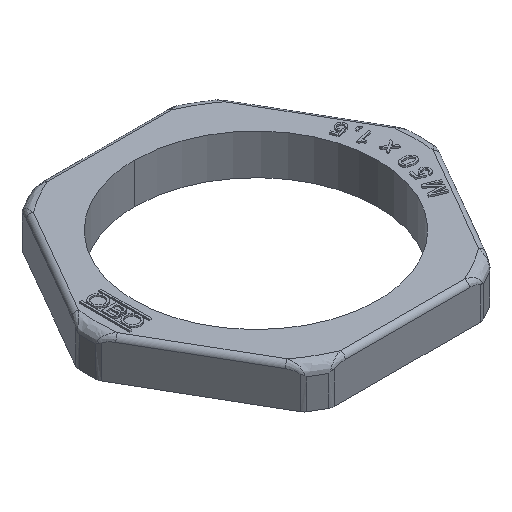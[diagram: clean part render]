
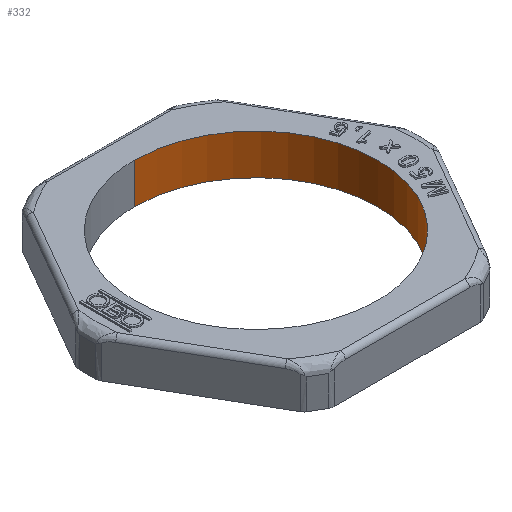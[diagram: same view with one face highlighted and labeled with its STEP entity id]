
A CAD part, isometric view. The second image highlights one B-rep face of the part: STEP entity #332.
In plain terms, the highlighted free-form (B-spline) face has degree [1, 2] with [2, 5] control points.
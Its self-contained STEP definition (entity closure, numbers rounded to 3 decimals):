
#332=ADVANCED_FACE('',(#670),#5182,.T.);
#670=FACE_OUTER_BOUND('',#1008,.T.);
#1008=EDGE_LOOP('',(#2781,#2782,#2783,#2784));
#2781=ORIENTED_EDGE('',*,*,#3670,.T.);
#2782=ORIENTED_EDGE('',*,*,#3668,.F.);
#2783=ORIENTED_EDGE('',*,*,#3669,.F.);
#2784=ORIENTED_EDGE('',*,*,#3667,.T.);
#3667=EDGE_CURVE('',#5145,#5147,#3719,.T.);
#3668=EDGE_CURVE('',#5146,#5148,#3720,.T.);
#3669=EDGE_CURVE('',#5145,#5146,#3721,.T.);
#3670=EDGE_CURVE('',#5147,#5148,#3722,.T.);
#3719=(
BOUNDED_CURVE()
B_SPLINE_CURVE(2,(#12023,#12024,#12025,#12026,#12027),.UNSPECIFIED.,.F.,
 .F.)
B_SPLINE_CURVE_WITH_KNOTS((3,2,3),(-75.649,-37.825,
0.),.UNSPECIFIED.)
CURVE()
GEOMETRIC_REPRESENTATION_ITEM()
RATIONAL_B_SPLINE_CURVE((1.,0.707,1.,0.707,1.))
REPRESENTATION_ITEM('')
);
#3720=(
BOUNDED_CURVE()
B_SPLINE_CURVE(2,(#12028,#12029,#12030,#12031,#12032),.UNSPECIFIED.,.F.,
 .F.)
B_SPLINE_CURVE_WITH_KNOTS((3,2,3),(-75.649,-37.825,
0.),.UNSPECIFIED.)
CURVE()
GEOMETRIC_REPRESENTATION_ITEM()
RATIONAL_B_SPLINE_CURVE((1.,0.707,1.,0.707,1.))
REPRESENTATION_ITEM('')
);
#3721=(
BOUNDED_CURVE()
B_SPLINE_CURVE(1,(#12033,#12034),.UNSPECIFIED.,.F.,.F.)
B_SPLINE_CURVE_WITH_KNOTS((2,2),(4.701,8.463),
 .UNSPECIFIED.)
CURVE()
GEOMETRIC_REPRESENTATION_ITEM()
RATIONAL_B_SPLINE_CURVE((1.,1.))
REPRESENTATION_ITEM('')
);
#3722=(
BOUNDED_CURVE()
B_SPLINE_CURVE(1,(#12035,#12036),.UNSPECIFIED.,.F.,.F.)
B_SPLINE_CURVE_WITH_KNOTS((2,2),(4.701,8.463),
 .UNSPECIFIED.)
CURVE()
GEOMETRIC_REPRESENTATION_ITEM()
RATIONAL_B_SPLINE_CURVE((1.,1.))
REPRESENTATION_ITEM('')
);
#5145=VERTEX_POINT('',#9513);
#5146=VERTEX_POINT('',#9514);
#5147=VERTEX_POINT('',#9515);
#5148=VERTEX_POINT('',#9516);
#5182=(
BOUNDED_SURFACE()
B_SPLINE_SURFACE(1,2,((#8919,#8920,#8921,#8922,#8923),(#8924,#8925,#8926,
#8927,#8928)),.UNSPECIFIED.,.F.,.F.,.F.)
B_SPLINE_SURFACE_WITH_KNOTS((2,2),(3,2,3),(0.,31.),(0.,37.825,
75.649),.UNSPECIFIED.)
GEOMETRIC_REPRESENTATION_ITEM()
RATIONAL_B_SPLINE_SURFACE(((1.,0.707,1.,0.707,1.),
(1.,0.707,1.,0.707,1.)))
REPRESENTATION_ITEM('')
SURFACE()
);
#8919=CARTESIAN_POINT('',(-25.72,-24.793,-26.));
#8920=CARTESIAN_POINT('',(-1.64,-24.793,-26.));
#8921=CARTESIAN_POINT('',(-1.64,-0.714,-26.));
#8922=CARTESIAN_POINT('',(-1.64,23.366,-26.));
#8923=CARTESIAN_POINT('',(-25.72,23.366,-26.));
#8924=CARTESIAN_POINT('',(-25.72,-24.793,39.937));
#8925=CARTESIAN_POINT('',(-1.64,-24.793,39.937));
#8926=CARTESIAN_POINT('',(-1.64,-0.714,39.937));
#8927=CARTESIAN_POINT('',(-1.64,23.366,39.937));
#8928=CARTESIAN_POINT('',(-25.72,23.366,39.937));
#9513=CARTESIAN_POINT('',(-25.72,23.366,-16.));
#9514=CARTESIAN_POINT('',(-25.72,23.366,-8.));
#9515=CARTESIAN_POINT('',(-25.72,-24.793,-16.));
#9516=CARTESIAN_POINT('',(-25.72,-24.793,-8.));
#12023=CARTESIAN_POINT('',(-25.72,23.366,-16.));
#12024=CARTESIAN_POINT('',(-1.64,23.366,-16.));
#12025=CARTESIAN_POINT('',(-1.64,-0.714,-16.));
#12026=CARTESIAN_POINT('',(-1.64,-24.793,-16.));
#12027=CARTESIAN_POINT('',(-25.72,-24.793,-16.));
#12028=CARTESIAN_POINT('',(-25.72,23.366,-8.));
#12029=CARTESIAN_POINT('',(-1.64,23.366,-8.));
#12030=CARTESIAN_POINT('',(-1.64,-0.714,-8.));
#12031=CARTESIAN_POINT('',(-1.64,-24.793,-8.));
#12032=CARTESIAN_POINT('',(-25.72,-24.793,-8.));
#12033=CARTESIAN_POINT('',(-25.72,23.366,-16.));
#12034=CARTESIAN_POINT('',(-25.72,23.366,-8.));
#12035=CARTESIAN_POINT('',(-25.72,-24.793,-16.));
#12036=CARTESIAN_POINT('',(-25.72,-24.793,-8.));
